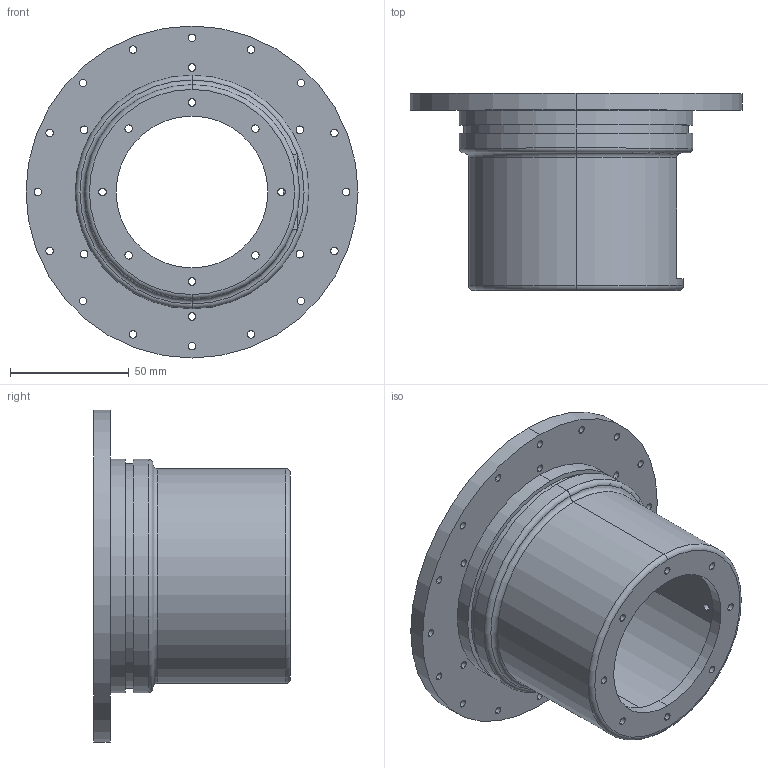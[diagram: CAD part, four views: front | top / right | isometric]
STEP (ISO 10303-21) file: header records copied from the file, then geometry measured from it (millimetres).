
FILE_DESCRIPTION (( 'STEP AP203' ), '1' );
FILE_NAME ('Gen1_filterbasket_lid(circle)3.STEP', '2024-10-14T13:26:41', ( '' ), ( '' ), 'SwSTEP 2.0', 'SolidWorks 2024', '' );
FILE_SCHEMA (( 'CONFIG_CONTROL_DESIGN' ));
Length unit declared in the file: millimetre
Products named in the file (1): Gen1_filterbasket_lid(circle)3
Bounding box: 140 x 83 x 140 mm (x, y, z)
Volume: 182173.3 mm3; surface area: 72724.7 mm2
Topology: 1 solids, 1 shells, 102 faces, 277 edges, 180 vertices
Faces by surface type: cylinder 84, plane 11, torus 7
Entity records: 3550 total; most frequent: DIRECTION 663, CARTESIAN_POINT 586, ORIENTED_EDGE 554, AXIS2_PLACEMENT_3D 285, EDGE_CURVE 277, CIRCLE 182, VERTEX_POINT 180, EDGE_LOOP 175
